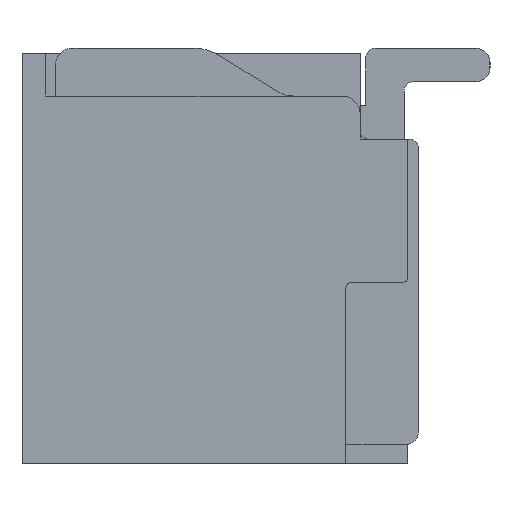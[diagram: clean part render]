
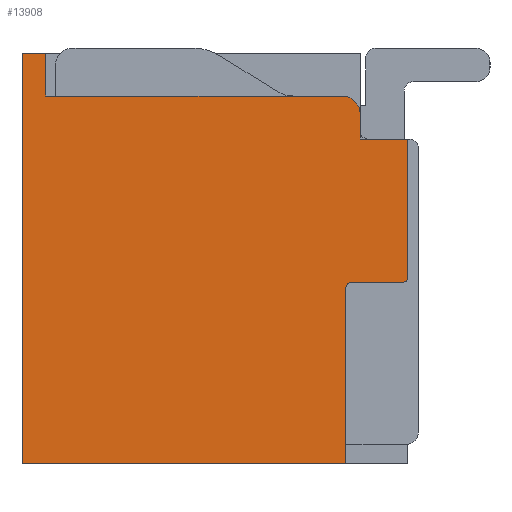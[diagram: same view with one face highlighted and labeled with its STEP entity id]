
A CAD part, left-side view. The second image highlights one B-rep face of the part: STEP entity #13908.
In plain terms, the highlighted planar face has unit normal (-1, 0, 0).
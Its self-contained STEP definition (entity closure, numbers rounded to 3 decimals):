
#194 = DIRECTION ( 'NONE',  ( 0., 0., 1. ) ) ;
#637 = AXIS2_PLACEMENT_3D ( 'NONE', #20217, #1745, #7303 ) ;
#713 = DIRECTION ( 'NONE',  ( 0., 0., -1. ) ) ;
#740 = CARTESIAN_POINT ( 'NONE',  ( -7.875, 0.688, 1.7 ) ) ;
#743 = DIRECTION ( 'NONE',  ( 1., 0., 0. ) ) ;
#884 = ORIENTED_EDGE ( 'NONE', *, *, #4753, .F. ) ;
#977 = DIRECTION ( 'NONE',  ( 0., 0., -1. ) ) ;
#991 = ORIENTED_EDGE ( 'NONE', *, *, #8812, .T. ) ;
#1086 = DIRECTION ( 'NONE',  ( 1., 0., 0. ) ) ;
#1252 = DIRECTION ( 'NONE',  ( 0., 1., 0. ) ) ;
#1745 = DIRECTION ( 'NONE',  ( -1., 0., 0. ) ) ;
#1861 = VECTOR ( 'NONE', #15834, 1000. ) ;
#2089 = PLANE ( 'NONE',  #637 ) ;
#2204 = EDGE_CURVE ( 'NONE', #19297, #17099, #17354, .T. ) ;
#2209 = LINE ( 'NONE', #22008, #6968 ) ;
#2487 = VERTEX_POINT ( 'NONE', #6197 ) ;
#2498 = DIRECTION ( 'NONE',  ( 0., 0., 1. ) ) ;
#2532 = CARTESIAN_POINT ( 'NONE',  ( -7.875, 0.052, -0.25 ) ) ;
#2687 = VECTOR ( 'NONE', #8193, 1000. ) ;
#2737 = LINE ( 'NONE', #13616, #17452 ) ;
#3549 = CARTESIAN_POINT ( 'NONE',  ( -7.875, 0.5, 1.25 ) ) ;
#3633 = CIRCLE ( 'NONE', #5919, 0.188 ) ;
#3891 = CARTESIAN_POINT ( 'NONE',  ( -7.875, 3.79, 2.15 ) ) ;
#4021 = VERTEX_POINT ( 'NONE', #2532 ) ;
#4147 = LINE ( 'NONE', #12787, #6142 ) ;
#4401 = DIRECTION ( 'NONE',  ( 0., -1., 0. ) ) ;
#4753 = EDGE_CURVE ( 'NONE', #19297, #14625, #16932, .T. ) ;
#4831 = LINE ( 'NONE', #14169, #1861 ) ;
#5206 = EDGE_CURVE ( 'NONE', #12875, #2487, #2209, .T. ) ;
#5919 = AXIS2_PLACEMENT_3D ( 'NONE', #13338, #13687, #6124 ) ;
#5940 = DIRECTION ( 'NONE',  ( 0., -1., 0. ) ) ;
#6124 = DIRECTION ( 'NONE',  ( 0., 0., 1. ) ) ;
#6142 = VECTOR ( 'NONE', #5940, 1000. ) ;
#6197 = CARTESIAN_POINT ( 'NONE',  ( -7.875, 0.65, -0.31 ) ) ;
#6408 = DIRECTION ( 'NONE',  ( 0., 1., 0. ) ) ;
#6490 = ORIENTED_EDGE ( 'NONE', *, *, #5206, .T. ) ;
#6968 = VECTOR ( 'NONE', #194, 1000. ) ;
#7145 = CARTESIAN_POINT ( 'NONE',  ( -7.875, 0., -0.198 ) ) ;
#7263 = ORIENTED_EDGE ( 'NONE', *, *, #14042, .F. ) ;
#7303 = DIRECTION ( 'NONE',  ( 0., 0., 1. ) ) ;
#7530 = VERTEX_POINT ( 'NONE', #3549 ) ;
#7746 = CIRCLE ( 'NONE', #10761, 0.052 ) ;
#7772 = EDGE_CURVE ( 'NONE', #2487, #12215, #19356, .T. ) ;
#8185 = DIRECTION ( 'NONE',  ( 0., 1., 0. ) ) ;
#8193 = DIRECTION ( 'NONE',  ( 0., 1., 0. ) ) ;
#8364 = CARTESIAN_POINT ( 'NONE',  ( -7.875, 0., 1.25 ) ) ;
#8382 = AXIS2_PLACEMENT_3D ( 'NONE', #15168, #1086, #8185 ) ;
#8419 = VERTEX_POINT ( 'NONE', #15804 ) ;
#8420 = CARTESIAN_POINT ( 'NONE',  ( -7.875, 0.59, -0.25 ) ) ;
#8463 = ORIENTED_EDGE ( 'NONE', *, *, #10676, .F. ) ;
#8760 = VECTOR ( 'NONE', #713, 1000. ) ;
#8812 = EDGE_CURVE ( 'NONE', #12215, #4021, #4147, .T. ) ;
#9006 = ORIENTED_EDGE ( 'NONE', *, *, #12042, .T. ) ;
#9153 = VECTOR ( 'NONE', #6408, 1000. ) ;
#9737 = VECTOR ( 'NONE', #977, 1000. ) ;
#9926 = VERTEX_POINT ( 'NONE', #8364 ) ;
#10066 = VERTEX_POINT ( 'NONE', #13150 ) ;
#10190 = CARTESIAN_POINT ( 'NONE',  ( -7.875, 0.5, 1.512 ) ) ;
#10676 = EDGE_CURVE ( 'NONE', #12875, #19440, #4831, .T. ) ;
#10737 = CARTESIAN_POINT ( 'NONE',  ( -7.875, 4.04, 2.15 ) ) ;
#10761 = AXIS2_PLACEMENT_3D ( 'NONE', #20283, #743, #4401 ) ;
#11161 = VECTOR ( 'NONE', #16816, 1000. ) ;
#11189 = VECTOR ( 'NONE', #1252, 1000. ) ;
#11315 = ORIENTED_EDGE ( 'NONE', *, *, #12149, .F. ) ;
#11506 = VERTEX_POINT ( 'NONE', #7145 ) ;
#11548 = CARTESIAN_POINT ( 'NONE',  ( -7.875, 0.65, -2.15 ) ) ;
#11589 = LINE ( 'NONE', #22411, #11161 ) ;
#12042 = EDGE_CURVE ( 'NONE', #9926, #7530, #13266, .T. ) ;
#12149 = EDGE_CURVE ( 'NONE', #19440, #17099, #2737, .T. ) ;
#12215 = VERTEX_POINT ( 'NONE', #8420 ) ;
#12273 = ORIENTED_EDGE ( 'NONE', *, *, #20778, .T. ) ;
#12787 = CARTESIAN_POINT ( 'NONE',  ( -7.875, 0.59, -0.25 ) ) ;
#12875 = VERTEX_POINT ( 'NONE', #11548 ) ;
#13150 = CARTESIAN_POINT ( 'NONE',  ( -7.875, 0.688, 1.7 ) ) ;
#13266 = LINE ( 'NONE', #20998, #2687 ) ;
#13271 = EDGE_CURVE ( 'NONE', #10066, #14625, #22667, .T. ) ;
#13338 = CARTESIAN_POINT ( 'NONE',  ( -7.875, 0.688, 1.512 ) ) ;
#13616 = CARTESIAN_POINT ( 'NONE',  ( -7.875, 4.04, -2.15 ) ) ;
#13621 = LINE ( 'NONE', #10190, #9737 ) ;
#13687 = DIRECTION ( 'NONE',  ( 1., 0., 0. ) ) ;
#13908 = ADVANCED_FACE ( 'NONE', ( #19865 ), #2089, .T. ) ;
#14042 = EDGE_CURVE ( 'NONE', #10066, #8419, #3633, .T. ) ;
#14169 = CARTESIAN_POINT ( 'NONE',  ( -7.875, 0.65, -2.15 ) ) ;
#14283 = EDGE_LOOP ( 'NONE', ( #19379, #884, #16707, #11315, #8463, #6490, #18513, #991, #16714, #12273, #9006, #22157, #7263 ) ) ;
#14625 = VERTEX_POINT ( 'NONE', #19245 ) ;
#15168 = CARTESIAN_POINT ( 'NONE',  ( -7.875, 0.59, -0.31 ) ) ;
#15221 = EDGE_CURVE ( 'NONE', #8419, #7530, #13621, .T. ) ;
#15804 = CARTESIAN_POINT ( 'NONE',  ( -7.875, 0.5, 1.512 ) ) ;
#15834 = DIRECTION ( 'NONE',  ( 0., 1., 0. ) ) ;
#16707 = ORIENTED_EDGE ( 'NONE', *, *, #2204, .T. ) ;
#16714 = ORIENTED_EDGE ( 'NONE', *, *, #20322, .F. ) ;
#16816 = DIRECTION ( 'NONE',  ( 0., 0., 1. ) ) ;
#16932 = LINE ( 'NONE', #3891, #8760 ) ;
#17099 = VERTEX_POINT ( 'NONE', #10737 ) ;
#17354 = LINE ( 'NONE', #19256, #11189 ) ;
#17452 = VECTOR ( 'NONE', #2498, 1000. ) ;
#18513 = ORIENTED_EDGE ( 'NONE', *, *, #7772, .T. ) ;
#19245 = CARTESIAN_POINT ( 'NONE',  ( -7.875, 3.79, 1.7 ) ) ;
#19256 = CARTESIAN_POINT ( 'NONE',  ( -7.875, 3.79, 2.15 ) ) ;
#19297 = VERTEX_POINT ( 'NONE', #23009 ) ;
#19356 = CIRCLE ( 'NONE', #8382, 0.06 ) ;
#19379 = ORIENTED_EDGE ( 'NONE', *, *, #13271, .T. ) ;
#19440 = VERTEX_POINT ( 'NONE', #19560 ) ;
#19560 = CARTESIAN_POINT ( 'NONE',  ( -7.875, 4.04, -2.15 ) ) ;
#19865 = FACE_OUTER_BOUND ( 'NONE', #14283, .T. ) ;
#20217 = CARTESIAN_POINT ( 'NONE',  ( -7.875, 0., -2.15 ) ) ;
#20283 = CARTESIAN_POINT ( 'NONE',  ( -7.875, 0.052, -0.198 ) ) ;
#20322 = EDGE_CURVE ( 'NONE', #11506, #4021, #7746, .T. ) ;
#20778 = EDGE_CURVE ( 'NONE', #11506, #9926, #11589, .T. ) ;
#20998 = CARTESIAN_POINT ( 'NONE',  ( -7.875, 0., 1.25 ) ) ;
#22008 = CARTESIAN_POINT ( 'NONE',  ( -7.875, 0.65, -2.15 ) ) ;
#22157 = ORIENTED_EDGE ( 'NONE', *, *, #15221, .F. ) ;
#22411 = CARTESIAN_POINT ( 'NONE',  ( -7.875, 0., -0.198 ) ) ;
#22667 = LINE ( 'NONE', #740, #9153 ) ;
#23009 = CARTESIAN_POINT ( 'NONE',  ( -7.875, 3.79, 2.15 ) ) ;
